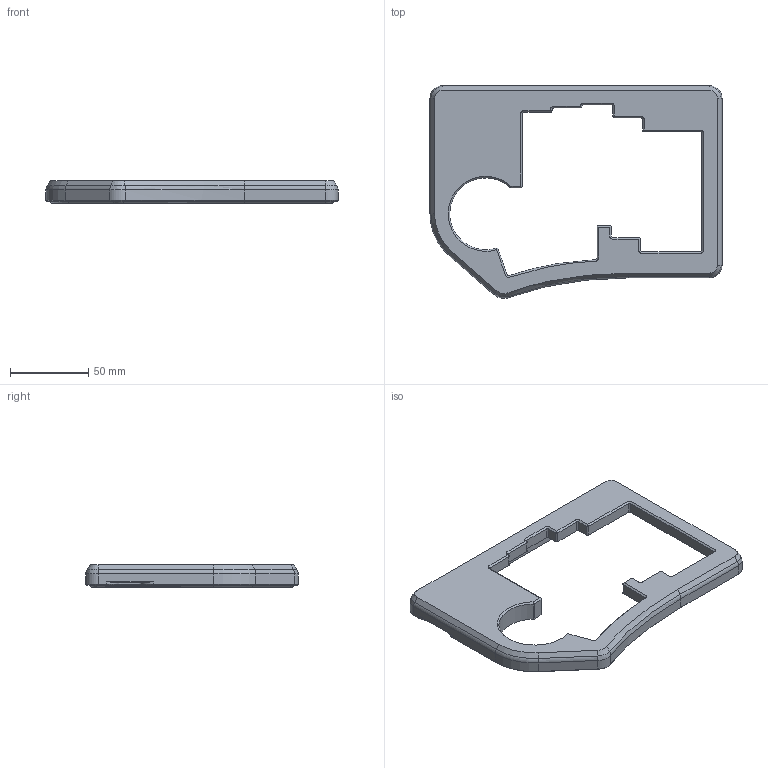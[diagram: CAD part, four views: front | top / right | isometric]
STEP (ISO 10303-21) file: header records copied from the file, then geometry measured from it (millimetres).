
FILE_DESCRIPTION(/* description */ (''),/* implementation_level */ '2;1');
FILE_NAME(/* name */ 'levels54_right_top.step',/* time_stamp */ '2025-10-04T11:56:33-05:00',/* author */ (''),/* organization */ (''),/* preprocessor_version */ 'ST-DEVELOPER v20.1',/* originating_system */ 'Autodesk Translation Framework v14.17.0.0',/* authorisation */ '');
FILE_SCHEMA (('AUTOMOTIVE_DESIGN { 1 0 10303 214 3 1 1 }'));
Length unit declared in the file: millimetre
Products named in the file (1): LevelsGrande
Bounding box: 187 x 136.12 x 14.4 mm (x, y, z)
Volume: 91248.4 mm3; surface area: 55941.8 mm2
Topology: 1 solids, 1 shells, 1315 faces, 3726 edges, 2441 vertices
Faces by surface type: plane 1157, cylinder 95, cone 51, bspline 11, torus 1
Full cylindrical faces by diameter (mm): 3 x6, 3.2 x1
Entity records: 42132 total; most frequent: CARTESIAN_POINT 7798, ORIENTED_EDGE 7432, DIRECTION 6640, EDGE_CURVE 3716, LINE 3358, VECTOR 3358, VERTEX_POINT 2441, AXIS2_PLACEMENT_3D 1641
